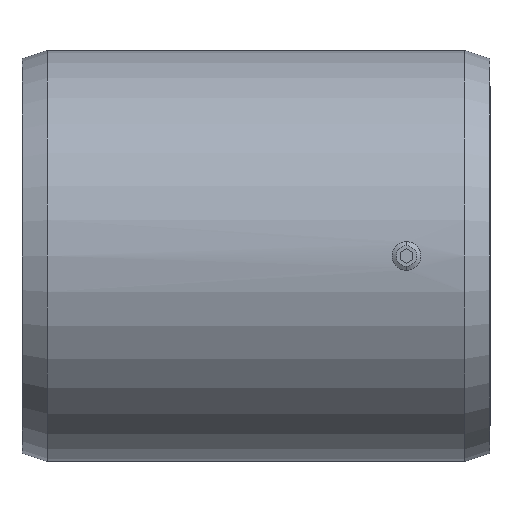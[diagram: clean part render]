
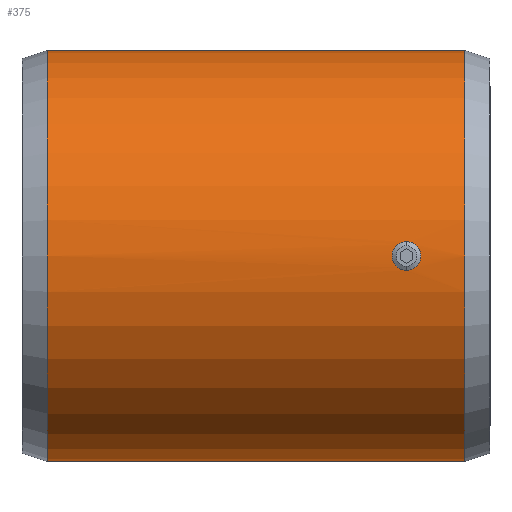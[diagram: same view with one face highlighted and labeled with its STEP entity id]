
A CAD part, front view. The second image highlights one B-rep face of the part: STEP entity #375.
In plain terms, the highlighted cylindrical face has radius 24.606 mm (diameter 49.213 mm), a partial arc.
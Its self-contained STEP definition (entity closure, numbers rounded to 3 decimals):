
#12 = VERTEX_POINT ( 'NONE', #330 ) ;
#15 = CARTESIAN_POINT ( 'NONE',  ( 18.226, -24.546, 1.716 ) ) ;
#29 = EDGE_CURVE ( 'NONE', #1026, #692, #1030, .T. ) ;
#42 = CARTESIAN_POINT ( 'NONE',  ( 17.133, -24.561, 1.498 ) ) ;
#43 = CARTESIAN_POINT ( 'NONE',  ( 19.716, -24.605, -0.226 ) ) ;
#49 = CARTESIAN_POINT ( 'NONE',  ( 19.053, -24.568, 1.374 ) ) ;
#51 = VERTEX_POINT ( 'NONE', #219 ) ;
#54 = CARTESIAN_POINT ( 'NONE',  ( 16.619, -24.584, -1.062 ) ) ;
#114 = CARTESIAN_POINT ( 'NONE',  ( -25., 0., 0. ) ) ;
#151 = EDGE_LOOP ( 'NONE', ( #579, #191 ) ) ;
#154 = CARTESIAN_POINT ( 'NONE',  ( 17.553, -24.549, -1.672 ) ) ;
#156 = CARTESIAN_POINT ( 'NONE',  ( 19.639, -24.6, -0.555 ) ) ;
#161 = EDGE_CURVE ( 'NONE', #51, #12, #1182, .T. ) ;
#162 = CARTESIAN_POINT ( 'NONE',  ( 17.234, -24.557, -1.552 ) ) ;
#170 = CARTESIAN_POINT ( 'NONE',  ( 17.886, -24.546, -1.727 ) ) ;
#174 = CARTESIAN_POINT ( 'NONE',  ( 25., 0., -24.606 ) ) ;
#181 = VERTEX_POINT ( 'NONE', #881 ) ;
#184 = CARTESIAN_POINT ( 'NONE',  ( 17.547, -24.549, 1.682 ) ) ;
#191 = ORIENTED_EDGE ( 'NONE', *, *, #161, .T. ) ;
#205 = DIRECTION ( 'NONE',  ( -1., 0., 0. ) ) ;
#219 = CARTESIAN_POINT ( 'NONE',  ( 18., -24.546, 1.727 ) ) ;
#226 = CARTESIAN_POINT ( 'NONE',  ( 18.865, -24.561, 1.499 ) ) ;
#238 = DIRECTION ( 'NONE',  ( 1., 0., 0. ) ) ;
#241 = CARTESIAN_POINT ( 'NONE',  ( 16.697, -24.58, 1.14 ) ) ;
#247 = CARTESIAN_POINT ( 'NONE',  ( 16.318, -24.603, -0.454 ) ) ;
#255 = CARTESIAN_POINT ( 'NONE',  ( 19.381, -24.584, 1.062 ) ) ;
#275 = CIRCLE ( 'NONE', #954, 24.606 ) ;
#295 = DIRECTION ( 'NONE',  ( -1., 0., 0. ) ) ;
#299 = EDGE_CURVE ( 'NONE', #986, #181, #275, .T. ) ;
#308 = FACE_BOUND ( 'NONE', #151, .T. ) ;
#330 = CARTESIAN_POINT ( 'NONE',  ( 18., -24.546, -1.727 ) ) ;
#340 = LINE ( 'NONE', #848, #763 ) ;
#349 = CARTESIAN_POINT ( 'NONE',  ( 18., -24.546, -1.727 ) ) ;
#351 = ORIENTED_EDGE ( 'NONE', *, *, #894, .F. ) ;
#353 = AXIS2_PLACEMENT_3D ( 'NONE', #114, #238, #835 ) ;
#368 = CARTESIAN_POINT ( 'NONE',  ( 18.867, -24.561, -1.498 ) ) ;
#375 = ADVANCED_FACE ( 'NONE', ( #1305, #308 ), #685, .T. ) ;
#376 = CARTESIAN_POINT ( 'NONE',  ( 16.501, -24.591, 0.865 ) ) ;
#422 = CARTESIAN_POINT ( 'NONE',  ( 18.447, -24.549, 1.672 ) ) ;
#457 = CARTESIAN_POINT ( 'NONE',  ( 19.682, -24.603, 0.454 ) ) ;
#463 = CARTESIAN_POINT ( 'NONE',  ( 16.491, -24.592, -0.869 ) ) ;
#477 = CARTESIAN_POINT ( 'NONE',  ( 18., -24.546, -1.727 ) ) ;
#525 = CARTESIAN_POINT ( 'NONE',  ( 17.234, -24.557, 1.552 ) ) ;
#556 = CARTESIAN_POINT ( 'NONE',  ( 19.374, -24.584, -1.053 ) ) ;
#563 = CARTESIAN_POINT ( 'NONE',  ( 17.135, -24.561, -1.499 ) ) ;
#568 = CARTESIAN_POINT ( 'NONE',  ( 17.443, -24.552, -1.639 ) ) ;
#570 = CARTESIAN_POINT ( 'NONE',  ( 19.727, -24.606, -0.111 ) ) ;
#575 = CARTESIAN_POINT ( 'NONE',  ( 16.947, -24.568, -1.374 ) ) ;
#579 = ORIENTED_EDGE ( 'NONE', *, *, #672, .T. ) ;
#587 = CARTESIAN_POINT ( 'NONE',  ( 28., 0., 0. ) ) ;
#594 = AXIS2_PLACEMENT_3D ( 'NONE', #587, #295, #794 ) ;
#605 = EDGE_LOOP ( 'NONE', ( #351, #885, #617, #1208 ) ) ;
#617 = ORIENTED_EDGE ( 'NONE', *, *, #1004, .T. ) ;
#648 = CARTESIAN_POINT ( 'NONE',  ( 16.858, -24.572, 1.301 ) ) ;
#653 = CARTESIAN_POINT ( 'NONE',  ( 19.499, -24.591, -0.865 ) ) ;
#668 = DIRECTION ( 'NONE',  ( -1., 0., 0. ) ) ;
#672 = EDGE_CURVE ( 'NONE', #12, #51, #709, .T. ) ;
#673 = CARTESIAN_POINT ( 'NONE',  ( 19.509, -24.592, 0.869 ) ) ;
#678 = CARTESIAN_POINT ( 'NONE',  ( -25., 0., -24.606 ) ) ;
#685 = CYLINDRICAL_SURFACE ( 'NONE', #594, 24.606 ) ;
#692 = VERTEX_POINT ( 'NONE', #678 ) ;
#709 = B_SPLINE_CURVE_WITH_KNOTS ( 'NONE', 3,
 ( #349, #170, #1272, #154, #568, #162, #563, #575, #766, #54, #463, #247, #1287, #880, #1158, #1055, #977, #1173, #376, #1153, #241, #648, #951, #42, #525, #184, #821, #928 ),
 .UNSPECIFIED., .F., .F.,
 ( 4, 2, 2, 2, 2, 2, 2, 2, 2, 2, 2, 2, 2, 4 ),
 ( 0., 0., 0.001, 0.001, 0.001, 0.002, 0.003, 0.003, 0.003, 0.004, 0.004, 0.004, 0.005, 0.005 ),
 .UNSPECIFIED. ) ;
#719 = CARTESIAN_POINT ( 'NONE',  ( 18., -24.546, 1.727 ) ) ;
#751 = CARTESIAN_POINT ( 'NONE',  ( 19.303, -24.58, -1.14 ) ) ;
#763 = VECTOR ( 'NONE', #1054, 1000. ) ;
#766 = CARTESIAN_POINT ( 'NONE',  ( 16.858, -24.572, -1.301 ) ) ;
#794 = DIRECTION ( 'NONE',  ( 0., 0., 1. ) ) ;
#821 = CARTESIAN_POINT ( 'NONE',  ( 17.772, -24.546, 1.727 ) ) ;
#827 = CARTESIAN_POINT ( 'NONE',  ( 18.557, -24.552, 1.639 ) ) ;
#835 = DIRECTION ( 'NONE',  ( 0., 0., 1. ) ) ;
#848 = CARTESIAN_POINT ( 'NONE',  ( 28., 0., -24.606 ) ) ;
#865 = CARTESIAN_POINT ( 'NONE',  ( 19.142, -24.572, -1.301 ) ) ;
#868 = LINE ( 'NONE', #1284, #1185 ) ;
#875 = CARTESIAN_POINT ( 'NONE',  ( 19.672, -24.602, -0.447 ) ) ;
#880 = CARTESIAN_POINT ( 'NONE',  ( 16.273, -24.606, 0.111 ) ) ;
#881 = CARTESIAN_POINT ( 'NONE',  ( 25., 0., 24.606 ) ) ;
#885 = ORIENTED_EDGE ( 'NONE', *, *, #299, .T. ) ;
#894 = EDGE_CURVE ( 'NONE', #986, #692, #340, .T. ) ;
#928 = CARTESIAN_POINT ( 'NONE',  ( 18., -24.546, 1.727 ) ) ;
#951 = CARTESIAN_POINT ( 'NONE',  ( 16.946, -24.568, 1.373 ) ) ;
#954 = AXIS2_PLACEMENT_3D ( 'NONE', #1188, #205, #991 ) ;
#966 = CARTESIAN_POINT ( 'NONE',  ( 19.142, -24.572, 1.301 ) ) ;
#974 = CARTESIAN_POINT ( 'NONE',  ( 18.766, -24.557, -1.552 ) ) ;
#977 = CARTESIAN_POINT ( 'NONE',  ( 16.361, -24.6, 0.555 ) ) ;
#986 = VERTEX_POINT ( 'NONE', #174 ) ;
#991 = DIRECTION ( 'NONE',  ( 0., 0., 1. ) ) ;
#1004 = EDGE_CURVE ( 'NONE', #181, #1026, #868, .T. ) ;
#1024 = CARTESIAN_POINT ( 'NONE',  ( 18.114, -24.546, 1.727 ) ) ;
#1026 = VERTEX_POINT ( 'NONE', #1184 ) ;
#1030 = CIRCLE ( 'NONE', #353, 24.606 ) ;
#1054 = DIRECTION ( 'NONE',  ( -1., 0., 0. ) ) ;
#1055 = CARTESIAN_POINT ( 'NONE',  ( 16.328, -24.602, 0.447 ) ) ;
#1056 = CARTESIAN_POINT ( 'NONE',  ( 19.727, -24.606, 0.227 ) ) ;
#1065 = CARTESIAN_POINT ( 'NONE',  ( 18.228, -24.546, -1.727 ) ) ;
#1135 = CARTESIAN_POINT ( 'NONE',  ( 18.766, -24.557, 1.552 ) ) ;
#1153 = CARTESIAN_POINT ( 'NONE',  ( 16.626, -24.584, 1.053 ) ) ;
#1158 = CARTESIAN_POINT ( 'NONE',  ( 16.284, -24.605, 0.226 ) ) ;
#1160 = CARTESIAN_POINT ( 'NONE',  ( 18.453, -24.549, -1.682 ) ) ;
#1166 = CARTESIAN_POINT ( 'NONE',  ( 19.054, -24.568, -1.373 ) ) ;
#1173 = CARTESIAN_POINT ( 'NONE',  ( 16.447, -24.595, 0.764 ) ) ;
#1182 = B_SPLINE_CURVE_WITH_KNOTS ( 'NONE', 3,
 ( #719, #1024, #15, #422, #827, #1135, #226, #49, #966, #255, #673, #457, #1056, #570, #43, #875, #156, #1273, #653, #556, #751, #865, #1166, #368, #974, #1160, #1065, #477 ),
 .UNSPECIFIED., .F., .F.,
 ( 4, 2, 2, 2, 2, 2, 2, 2, 2, 2, 2, 2, 2, 4 ),
 ( 0.005, 0.006, 0.006, 0.006, 0.007, 0.007, 0.008, 0.008, 0.009, 0.009, 0.009, 0.01, 0.01, 0.011 ),
 .UNSPECIFIED. ) ;
#1184 = CARTESIAN_POINT ( 'NONE',  ( -25., 0., 24.606 ) ) ;
#1185 = VECTOR ( 'NONE', #668, 1000. ) ;
#1188 = CARTESIAN_POINT ( 'NONE',  ( 25., 0., 0. ) ) ;
#1208 = ORIENTED_EDGE ( 'NONE', *, *, #29, .T. ) ;
#1272 = CARTESIAN_POINT ( 'NONE',  ( 17.774, -24.546, -1.716 ) ) ;
#1273 = CARTESIAN_POINT ( 'NONE',  ( 19.553, -24.595, -0.764 ) ) ;
#1284 = CARTESIAN_POINT ( 'NONE',  ( 28., 0., 24.606 ) ) ;
#1287 = CARTESIAN_POINT ( 'NONE',  ( 16.273, -24.606, -0.227 ) ) ;
#1305 = FACE_OUTER_BOUND ( 'NONE', #605, .T. ) ;
